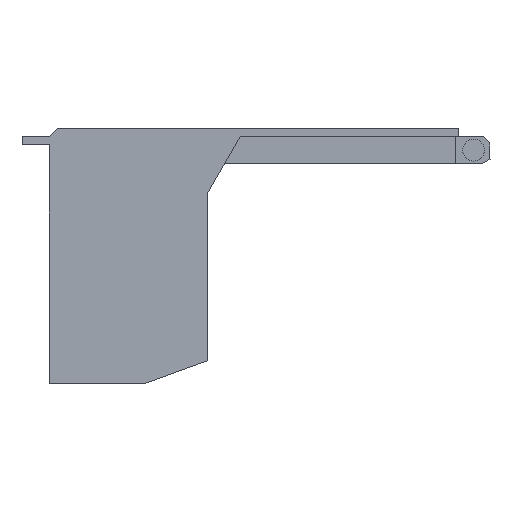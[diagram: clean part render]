
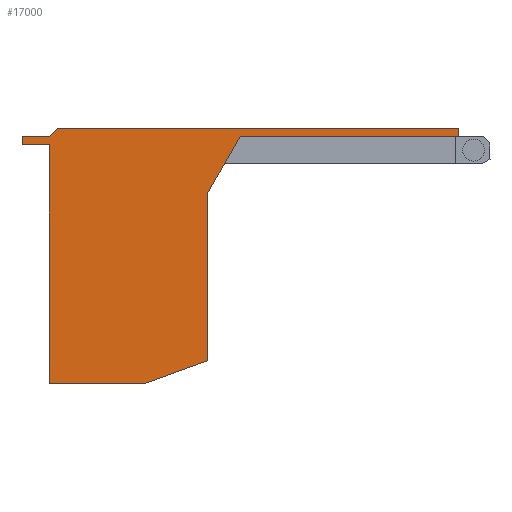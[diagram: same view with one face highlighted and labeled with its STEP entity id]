
A CAD part, left-side view. The second image highlights one B-rep face of the part: STEP entity #17000.
In plain terms, the highlighted face is planar.
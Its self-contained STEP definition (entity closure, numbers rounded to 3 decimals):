
#14850=CARTESIAN_POINT('',(-33.996,-52.55,
-28.7));
#14860=VERTEX_POINT('',#14850);
#14890=CARTESIAN_POINT('',(-35.496,-52.55,
-28.7));
#14900=DIRECTION('',(1.,0.,0.));
#14910=VECTOR('',#14900,1.);
#14920=LINE('',#14890,#14910);
#14930=CARTESIAN_POINT('',(-35.496,-52.55,
-28.7));
#14940=VERTEX_POINT('',#14930);
#14950=EDGE_CURVE('',#14940,#14860,#14920,.T.);
#16060=CARTESIAN_POINT('',(-40.433,-26.801,
-28.7));
#16070=DIRECTION('',(0.,0.,1.));
#16080=DIRECTION('',(0.,-1.,0.));
#16090=AXIS2_PLACEMENT_3D('',#16060,#16070,#16080);
#16100=PLANE('',#16090);
#16110=CARTESIAN_POINT('',(72.849,49.063,
-28.7));
#16120=DIRECTION('',(0.866,0.5,
0.));
#16130=VECTOR('',#16120,1.);
#16140=LINE('',#16110,#16130);
#16150=CARTESIAN_POINT('',(-33.996,-12.624,
-28.7));
#16160=VERTEX_POINT('',#16150);
#16170=CARTESIAN_POINT('',(-23.735,-6.7,
-28.7));
#16180=VERTEX_POINT('',#16170);
#16190=EDGE_CURVE('',#16160,#16180,#16140,.T.);
#16200=ORIENTED_EDGE('',*,*,#16190,.F.);
#16210=CARTESIAN_POINT('',(72.849,-6.7,
-28.7));
#16220=DIRECTION('',(1.,0.,0.));
#16230=VECTOR('',#16220,1.);
#16240=LINE('',#16210,#16230);
#16250=CARTESIAN_POINT('',(7.004,-6.7,
-28.7));
#16260=VERTEX_POINT('',#16250);
#16270=EDGE_CURVE('',#16180,#16260,#16240,.T.);
#16280=ORIENTED_EDGE('',*,*,#16270,.F.);
#16290=CARTESIAN_POINT('',(8.122,-3.63,
-28.7));
#16300=DIRECTION('',(0.342,0.94,
0.));
#16310=VECTOR('',#16300,1.);
#16320=LINE('',#16290,#16310);
#16330=CARTESIAN_POINT('',(11.204,4.839,
-28.7));
#16340=VERTEX_POINT('',#16330);
#16350=EDGE_CURVE('',#16260,#16340,#16320,.T.);
#16360=ORIENTED_EDGE('',*,*,#16350,.F.);
#16370=CARTESIAN_POINT('',(11.204,-3.63,
-28.7));
#16380=DIRECTION('',(0.,1.,0.));
#16390=VECTOR('',#16380,1.);
#16400=LINE('',#16370,#16390);
#16410=CARTESIAN_POINT('',(11.204,22.3,
-28.7));
#16420=VERTEX_POINT('',#16410);
#16430=EDGE_CURVE('',#16340,#16420,#16400,.T.);
#16440=ORIENTED_EDGE('',*,*,#16430,.F.);
#16450=CARTESIAN_POINT('',(72.849,22.3,
-28.7));
#16460=DIRECTION('',(-1.,0.,0.));
#16470=VECTOR('',#16460,1.);
#16480=LINE('',#16450,#16470);
#16490=CARTESIAN_POINT('',(-32.496,22.3,
-28.7));
#16500=VERTEX_POINT('',#16490);
#16510=EDGE_CURVE('',#16420,#16500,#16480,.T.);
#16520=ORIENTED_EDGE('',*,*,#16510,.F.);
#16530=CARTESIAN_POINT('',(-32.496,-3.63,
-28.7));
#16540=DIRECTION('',(0.,-1.,0.));
#16550=VECTOR('',#16540,1.);
#16560=LINE('',#16530,#16550);
#16570=CARTESIAN_POINT('',(-32.496,27.3,
-28.7));
#16580=VERTEX_POINT('',#16570);
#16590=EDGE_CURVE('',#16580,#16500,#16560,.T.);
#16600=ORIENTED_EDGE('',*,*,#16590,.T.);
#16610=CARTESIAN_POINT('',(72.849,27.3,
-28.7));
#16620=DIRECTION('',(-1.,0.,0.));
#16630=VECTOR('',#16620,1.);
#16640=LINE('',#16610,#16630);
#16650=CARTESIAN_POINT('',(-33.996,27.3,
-28.7));
#16660=VERTEX_POINT('',#16650);
#16670=EDGE_CURVE('',#16580,#16660,#16640,.T.);
#16680=ORIENTED_EDGE('',*,*,#16670,.F.);
#16690=CARTESIAN_POINT('',(-33.996,-3.63,
-28.7));
#16700=DIRECTION('',(0.,-1.,0.));
#16710=VECTOR('',#16700,1.);
#16720=LINE('',#16690,#16710);
#16730=CARTESIAN_POINT('',(-33.996,22.3,
-28.7));
#16740=VERTEX_POINT('',#16730);
#16750=EDGE_CURVE('',#16660,#16740,#16720,.T.);
#16760=ORIENTED_EDGE('',*,*,#16750,.F.);
#16770=CARTESIAN_POINT('',(72.849,129.145,
-28.7));
#16780=DIRECTION('',(0.707,0.707,
0.));
#16790=VECTOR('',#16780,1.);
#16800=LINE('',#16770,#16790);
#16810=CARTESIAN_POINT('',(-35.496,20.8,
-28.7));
#16820=VERTEX_POINT('',#16810);
#16830=EDGE_CURVE('',#16820,#16740,#16800,.T.);
#16840=ORIENTED_EDGE('',*,*,#16830,.T.);
#16850=CARTESIAN_POINT('',(-35.496,-3.63,
-28.7));
#16860=DIRECTION('',(0.,-1.,0.));
#16870=VECTOR('',#16860,1.);
#16880=LINE('',#16850,#16870);
#16890=EDGE_CURVE('',#16820,#14940,#16880,.T.);
#16900=ORIENTED_EDGE('',*,*,#16890,.F.);
#16910=ORIENTED_EDGE('',*,*,#14950,.F.);
#16920=CARTESIAN_POINT('',(-33.996,-3.63,
-28.7));
#16930=DIRECTION('',(0.,-1.,0.));
#16940=VECTOR('',#16930,1.);
#16950=LINE('',#16920,#16940);
#16960=EDGE_CURVE('',#16160,#14860,#16950,.T.);
#16970=ORIENTED_EDGE('',*,*,#16960,.T.);
#16980=EDGE_LOOP('',(#16970,#16910,#16900,#16840,#16760,#16680,#16600,
#16520,#16440,#16360,#16280,#16200));
#16990=FACE_OUTER_BOUND('',#16980,.T.);
#17000=ADVANCED_FACE('',(#16990),#16100,.F.);
